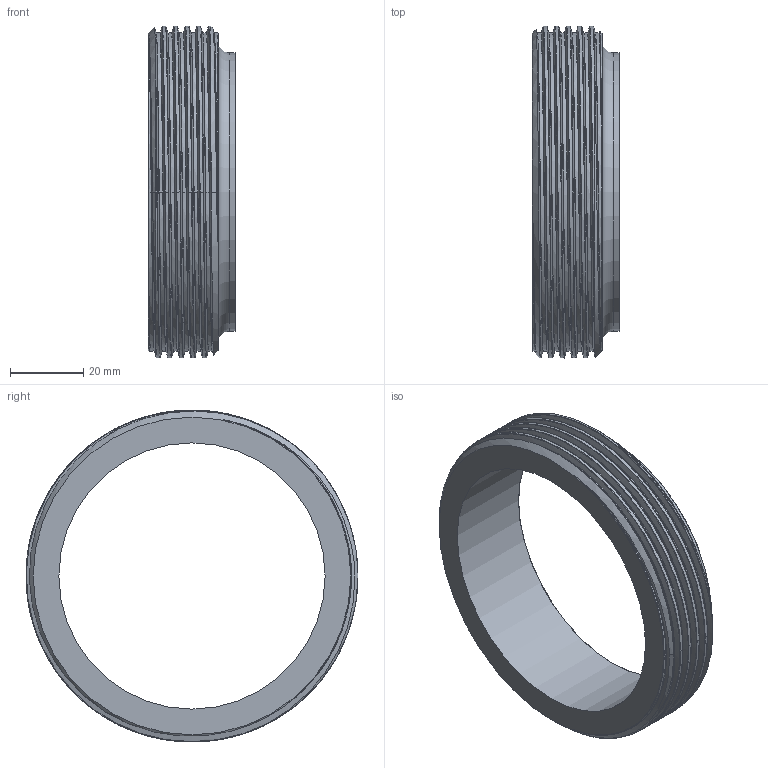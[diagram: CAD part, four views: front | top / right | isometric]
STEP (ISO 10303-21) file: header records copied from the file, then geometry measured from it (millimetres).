
FILE_DESCRIPTION(/* description */ (''),/* implementation_level */ '2;1');
FILE_NAME(/* name */ '15TRFJP-3.stp',/* time_stamp */ '2022-09-20T15:48:00-04:00',/* author */ ('stevend'),/* organization */ (''),/* preprocessor_version */ 'ST-DEVELOPER v18',/* originating_system */ 'Autodesk Inventor 2020',/* authorisation */ '');
FILE_SCHEMA (('AUTOMOTIVE_DESIGN { 1 0 10303 214 3 1 1 }'));
Length unit declared in the file: inch
Products named in the file (1): 15TRFJP-3
Bounding box: 23.83 x 90.9 x 90.9 mm (x, y, z)
Volume: 40914.2 mm3; surface area: 19429.9 mm2
Topology: 1 solids, 1 shells, 32 faces, 93 edges, 64 vertices
Faces by surface type: cylinder 16, bspline 6, cone 4, torus 3, plane 3
Full cylindrical faces by diameter (mm): 72.898 x1, 76.2 x1, 87.224 x6, 90.907 x4
Entity records: 8773 total; most frequent: CARTESIAN_POINT 7939, ORIENTED_EDGE 188, DIRECTION 135, EDGE_CURVE 94, VERTEX_POINT 65, AXIS2_PLACEMENT_3D 58, B_SPLINE_CURVE_WITH_KNOTS 44, EDGE_LOOP 35
